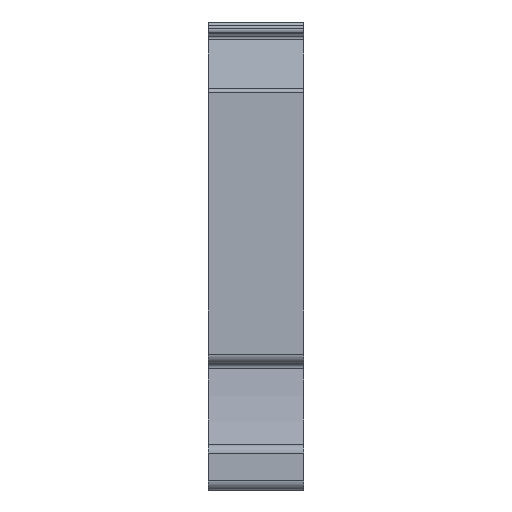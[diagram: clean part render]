
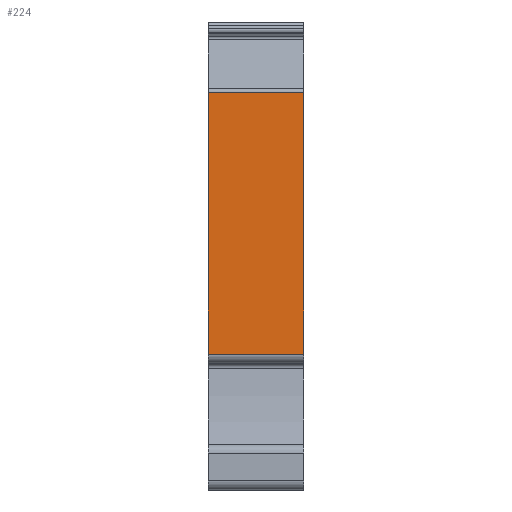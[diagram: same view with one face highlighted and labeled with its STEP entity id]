
A CAD part, left-side view. The second image highlights one B-rep face of the part: STEP entity #224.
In plain terms, the highlighted planar face has unit normal (-1, 0, 0).
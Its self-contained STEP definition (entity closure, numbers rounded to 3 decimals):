
#224 = ADVANCED_FACE( '', ( #586 ), #587, .T. );
#586 = FACE_OUTER_BOUND( '', #1088, .T. );
#587 = PLANE( '', #1089 );
#1088 = EDGE_LOOP( '', ( #1690, #1691, #1692, #1693 ) );
#1089 = AXIS2_PLACEMENT_3D( '', #1694, #1695, #1696 );
#1690 = ORIENTED_EDGE( '', *, *, #3205, .T. );
#1691 = ORIENTED_EDGE( '', *, *, #3206, .F. );
#1692 = ORIENTED_EDGE( '', *, *, #3207, .F. );
#1693 = ORIENTED_EDGE( '', *, *, #3208, .T. );
#1694 = CARTESIAN_POINT( '', ( -35.648, 10.1, 17.343 ) );
#1695 = DIRECTION( '', ( -1., 0., 0. ) );
#1696 = DIRECTION( '', ( 0., 0., 1. ) );
#3205 = EDGE_CURVE( '', #3915, #3916, #3917, .T. );
#3206 = EDGE_CURVE( '', #3918, #3916, #3919, .T. );
#3207 = EDGE_CURVE( '', #3920, #3918, #3921, .T. );
#3208 = EDGE_CURVE( '', #3920, #3915, #3922, .T. );
#3915 = VERTEX_POINT( '', #4926 );
#3916 = VERTEX_POINT( '', #4927 );
#3917 = LINE( '', #4928, #4929 );
#3918 = VERTEX_POINT( '', #4930 );
#3919 = LINE( '', #4931, #4932 );
#3920 = VERTEX_POINT( '', #4933 );
#3921 = LINE( '', #4934, #4935 );
#3922 = LINE( '', #4936, #4937 );
#4926 = CARTESIAN_POINT( '', ( -35.648, 10.1, -10.4 ) );
#4927 = CARTESIAN_POINT( '', ( -35.648, 0., -10.4 ) );
#4928 = CARTESIAN_POINT( '', ( -35.648, 10.1, -10.4 ) );
#4929 = VECTOR( '', #6057, 1000. );
#4930 = CARTESIAN_POINT( '', ( -35.648, 0., 17.343 ) );
#4931 = CARTESIAN_POINT( '', ( -35.648, 0., 17.343 ) );
#4932 = VECTOR( '', #6058, 1000. );
#4933 = CARTESIAN_POINT( '', ( -35.648, 10.1, 17.343 ) );
#4934 = CARTESIAN_POINT( '', ( -35.648, 10.1, 17.343 ) );
#4935 = VECTOR( '', #6059, 1000. );
#4936 = CARTESIAN_POINT( '', ( -35.648, 10.1, 17.343 ) );
#4937 = VECTOR( '', #6060, 1000. );
#6057 = DIRECTION( '', ( 0., -1., 0. ) );
#6058 = DIRECTION( '', ( 0., 0., -1. ) );
#6059 = DIRECTION( '', ( 0., -1., 0. ) );
#6060 = DIRECTION( '', ( 0., 0., -1. ) );
